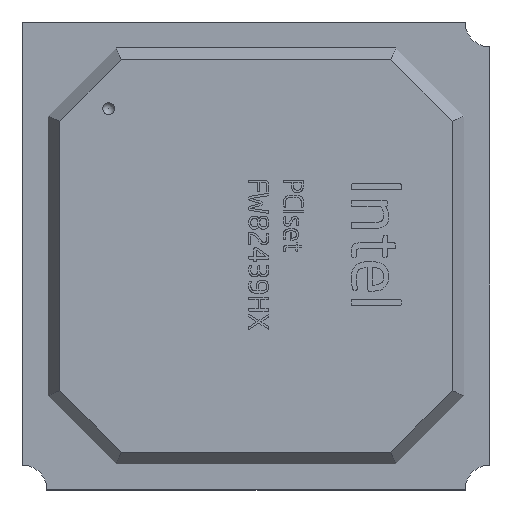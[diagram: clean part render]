
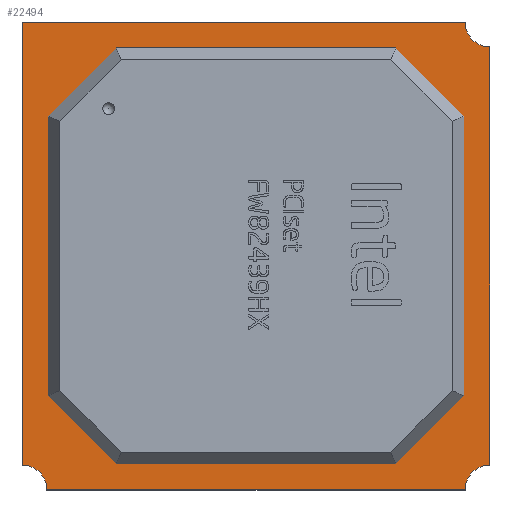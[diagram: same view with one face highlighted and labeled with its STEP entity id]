
A CAD part, top view. The second image highlights one B-rep face of the part: STEP entity #22494.
In plain terms, the highlighted planar face has unit normal (0, 0, 1).
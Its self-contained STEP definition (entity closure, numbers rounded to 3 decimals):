
#8119 = VERTEX_POINT('',#8120);
#8120 = CARTESIAN_POINT('',(27.,-25.56,0.32));
#8127 = CYLINDRICAL_SURFACE('',#8128,1.44);
#8128 = AXIS2_PLACEMENT_3D('',#8129,#8130,#8131);
#8129 = CARTESIAN_POINT('',(27.,-27.,0.));
#8130 = DIRECTION('',(0.,0.,-1.));
#8131 = DIRECTION('',(1.,0.,0.));
#8139 = PLANE('',#8140);
#8140 = AXIS2_PLACEMENT_3D('',#8141,#8142,#8143);
#8141 = CARTESIAN_POINT('',(27.,-25.56,0.));
#8142 = DIRECTION('',(-1.,0.,0.));
#8143 = DIRECTION('',(0.,1.,0.));
#8151 = EDGE_CURVE('',#8119,#8152,#8154,.T.);
#8152 = VERTEX_POINT('',#8153);
#8153 = CARTESIAN_POINT('',(25.56,-27.,0.32));
#8154 = SURFACE_CURVE('',#8155,(#8160,#8167),.PCURVE_S1.);
#8155 = CIRCLE('',#8156,1.44);
#8156 = AXIS2_PLACEMENT_3D('',#8157,#8158,#8159);
#8157 = CARTESIAN_POINT('',(27.,-27.,0.32));
#8158 = DIRECTION('',(0.,0.,1.));
#8159 = DIRECTION('',(1.,0.,0.));
#8160 = PCURVE('',#8127,#8161);
#8161 = DEFINITIONAL_REPRESENTATION('',(#8162),#8166);
#8162 = LINE('',#8163,#8164);
#8163 = CARTESIAN_POINT('',(-0.,-0.32));
#8164 = VECTOR('',#8165,1.);
#8165 = DIRECTION('',(-1.,0.));
#8166 = ( GEOMETRIC_REPRESENTATION_CONTEXT(2) 
PARAMETRIC_REPRESENTATION_CONTEXT() REPRESENTATION_CONTEXT('2D SPACE',''
  ) );
#8167 = PCURVE('',#8168,#8173);
#8168 = PLANE('',#8169);
#8169 = AXIS2_PLACEMENT_3D('',#8170,#8171,#8172);
#8170 = CARTESIAN_POINT('',(13.409,-13.409,0.32));
#8171 = DIRECTION('',(0.,0.,1.));
#8172 = DIRECTION('',(1.,0.,0.));
#8173 = DEFINITIONAL_REPRESENTATION('',(#8174),#8178);
#8174 = CIRCLE('',#8175,1.44);
#8175 = AXIS2_PLACEMENT_2D('',#8176,#8177);
#8176 = CARTESIAN_POINT('',(13.591,-13.591));
#8177 = DIRECTION('',(1.,0.));
#8178 = ( GEOMETRIC_REPRESENTATION_CONTEXT(2) 
PARAMETRIC_REPRESENTATION_CONTEXT() REPRESENTATION_CONTEXT('2D SPACE',''
  ) );
#8196 = PLANE('',#8197);
#8197 = AXIS2_PLACEMENT_3D('',#8198,#8199,#8200);
#8198 = CARTESIAN_POINT('',(25.56,-27.,0.));
#8199 = DIRECTION('',(0.,-1.,0.));
#8200 = DIRECTION('',(-1.,0.,0.));
#8239 = EDGE_CURVE('',#8119,#8240,#8242,.T.);
#8240 = VERTEX_POINT('',#8241);
#8241 = CARTESIAN_POINT('',(27.,-1.44,0.32));
#8242 = SURFACE_CURVE('',#8243,(#8247,#8254),.PCURVE_S1.);
#8243 = LINE('',#8244,#8245);
#8244 = CARTESIAN_POINT('',(27.,-25.56,0.32));
#8245 = VECTOR('',#8246,1.);
#8246 = DIRECTION('',(0.,1.,0.));
#8247 = PCURVE('',#8139,#8248);
#8248 = DEFINITIONAL_REPRESENTATION('',(#8249),#8253);
#8249 = LINE('',#8250,#8251);
#8250 = CARTESIAN_POINT('',(0.,-0.32));
#8251 = VECTOR('',#8252,1.);
#8252 = DIRECTION('',(1.,0.));
#8253 = ( GEOMETRIC_REPRESENTATION_CONTEXT(2) 
PARAMETRIC_REPRESENTATION_CONTEXT() REPRESENTATION_CONTEXT('2D SPACE',''
  ) );
#8254 = PCURVE('',#8168,#8255);
#8255 = DEFINITIONAL_REPRESENTATION('',(#8256),#8260);
#8256 = LINE('',#8257,#8258);
#8257 = CARTESIAN_POINT('',(13.591,-12.151));
#8258 = VECTOR('',#8259,1.);
#8259 = DIRECTION('',(0.,1.));
#8260 = ( GEOMETRIC_REPRESENTATION_CONTEXT(2) 
PARAMETRIC_REPRESENTATION_CONTEXT() REPRESENTATION_CONTEXT('2D SPACE',''
  ) );
#8278 = CYLINDRICAL_SURFACE('',#8279,1.44);
#8279 = AXIS2_PLACEMENT_3D('',#8280,#8281,#8282);
#8280 = CARTESIAN_POINT('',(27.,0.,0.));
#8281 = DIRECTION('',(0.,0.,-1.));
#8282 = DIRECTION('',(1.,0.,0.));
#8315 = EDGE_CURVE('',#8152,#8316,#8318,.T.);
#8316 = VERTEX_POINT('',#8317);
#8317 = CARTESIAN_POINT('',(1.44,-27.,0.32));
#8318 = SURFACE_CURVE('',#8319,(#8323,#8330),.PCURVE_S1.);
#8319 = LINE('',#8320,#8321);
#8320 = CARTESIAN_POINT('',(25.56,-27.,0.32));
#8321 = VECTOR('',#8322,1.);
#8322 = DIRECTION('',(-1.,0.,0.));
#8323 = PCURVE('',#8196,#8324);
#8324 = DEFINITIONAL_REPRESENTATION('',(#8325),#8329);
#8325 = LINE('',#8326,#8327);
#8326 = CARTESIAN_POINT('',(0.,-0.32));
#8327 = VECTOR('',#8328,1.);
#8328 = DIRECTION('',(1.,0.));
#8329 = ( GEOMETRIC_REPRESENTATION_CONTEXT(2) 
PARAMETRIC_REPRESENTATION_CONTEXT() REPRESENTATION_CONTEXT('2D SPACE',''
  ) );
#8330 = PCURVE('',#8168,#8331);
#8331 = DEFINITIONAL_REPRESENTATION('',(#8332),#8336);
#8332 = LINE('',#8333,#8334);
#8333 = CARTESIAN_POINT('',(12.151,-13.591));
#8334 = VECTOR('',#8335,1.);
#8335 = DIRECTION('',(-1.,0.));
#8336 = ( GEOMETRIC_REPRESENTATION_CONTEXT(2) 
PARAMETRIC_REPRESENTATION_CONTEXT() REPRESENTATION_CONTEXT('2D SPACE',''
  ) );
#8354 = CYLINDRICAL_SURFACE('',#8355,1.44);
#8355 = AXIS2_PLACEMENT_3D('',#8356,#8357,#8358);
#8356 = CARTESIAN_POINT('',(0.,-27.,0.));
#8357 = DIRECTION('',(0.,0.,-1.));
#8358 = DIRECTION('',(1.,0.,0.));
#8432 = PLANE('',#8433);
#8433 = AXIS2_PLACEMENT_3D('',#8434,#8435,#8436);
#8434 = CARTESIAN_POINT('',(0.,0.,0.));
#8435 = DIRECTION('',(0.,1.,0.));
#8436 = DIRECTION('',(1.,0.,0.));
#8460 = PLANE('',#8461);
#8461 = AXIS2_PLACEMENT_3D('',#8462,#8463,#8464);
#8462 = CARTESIAN_POINT('',(0.,-25.56,0.));
#8463 = DIRECTION('',(-1.,0.,0.));
#8464 = DIRECTION('',(0.,1.,0.));
#22494 = ADVANCED_FACE('',(#22495),#8168,.T.);
#22495 = FACE_BOUND('',#22496,.F.);
#22496 = EDGE_LOOP('',(#22497,#22498,#22499,#22523,#22546,#22569,#22591)
  );
#22497 = ORIENTED_EDGE('',*,*,#8151,.T.);
#22498 = ORIENTED_EDGE('',*,*,#8315,.T.);
#22499 = ORIENTED_EDGE('',*,*,#22500,.T.);
#22500 = EDGE_CURVE('',#8316,#22501,#22503,.T.);
#22501 = VERTEX_POINT('',#22502);
#22502 = CARTESIAN_POINT('',(0.,-25.56,0.32));
#22503 = SURFACE_CURVE('',#22504,(#22509,#22516),.PCURVE_S1.);
#22504 = CIRCLE('',#22505,1.44);
#22505 = AXIS2_PLACEMENT_3D('',#22506,#22507,#22508);
#22506 = CARTESIAN_POINT('',(0.,-27.,0.32));
#22507 = DIRECTION('',(0.,0.,1.));
#22508 = DIRECTION('',(1.,0.,0.));
#22509 = PCURVE('',#8168,#22510);
#22510 = DEFINITIONAL_REPRESENTATION('',(#22511),#22515);
#22511 = CIRCLE('',#22512,1.44);
#22512 = AXIS2_PLACEMENT_2D('',#22513,#22514);
#22513 = CARTESIAN_POINT('',(-13.409,-13.591));
#22514 = DIRECTION('',(1.,0.));
#22515 = ( GEOMETRIC_REPRESENTATION_CONTEXT(2) 
PARAMETRIC_REPRESENTATION_CONTEXT() REPRESENTATION_CONTEXT('2D SPACE',''
  ) );
#22516 = PCURVE('',#8354,#22517);
#22517 = DEFINITIONAL_REPRESENTATION('',(#22518),#22522);
#22518 = LINE('',#22519,#22520);
#22519 = CARTESIAN_POINT('',(-0.,-0.32));
#22520 = VECTOR('',#22521,1.);
#22521 = DIRECTION('',(-1.,0.));
#22522 = ( GEOMETRIC_REPRESENTATION_CONTEXT(2) 
PARAMETRIC_REPRESENTATION_CONTEXT() REPRESENTATION_CONTEXT('2D SPACE',''
  ) );
#22523 = ORIENTED_EDGE('',*,*,#22524,.T.);
#22524 = EDGE_CURVE('',#22501,#22525,#22527,.T.);
#22525 = VERTEX_POINT('',#22526);
#22526 = CARTESIAN_POINT('',(0.,0.,0.32));
#22527 = SURFACE_CURVE('',#22528,(#22532,#22539),.PCURVE_S1.);
#22528 = LINE('',#22529,#22530);
#22529 = CARTESIAN_POINT('',(0.,-25.56,0.32));
#22530 = VECTOR('',#22531,1.);
#22531 = DIRECTION('',(0.,1.,0.));
#22532 = PCURVE('',#8168,#22533);
#22533 = DEFINITIONAL_REPRESENTATION('',(#22534),#22538);
#22534 = LINE('',#22535,#22536);
#22535 = CARTESIAN_POINT('',(-13.409,-12.151));
#22536 = VECTOR('',#22537,1.);
#22537 = DIRECTION('',(0.,1.));
#22538 = ( GEOMETRIC_REPRESENTATION_CONTEXT(2) 
PARAMETRIC_REPRESENTATION_CONTEXT() REPRESENTATION_CONTEXT('2D SPACE',''
  ) );
#22539 = PCURVE('',#8460,#22540);
#22540 = DEFINITIONAL_REPRESENTATION('',(#22541),#22545);
#22541 = LINE('',#22542,#22543);
#22542 = CARTESIAN_POINT('',(0.,-0.32));
#22543 = VECTOR('',#22544,1.);
#22544 = DIRECTION('',(1.,0.));
#22545 = ( GEOMETRIC_REPRESENTATION_CONTEXT(2) 
PARAMETRIC_REPRESENTATION_CONTEXT() REPRESENTATION_CONTEXT('2D SPACE',''
  ) );
#22546 = ORIENTED_EDGE('',*,*,#22547,.T.);
#22547 = EDGE_CURVE('',#22525,#22548,#22550,.T.);
#22548 = VERTEX_POINT('',#22549);
#22549 = CARTESIAN_POINT('',(25.56,0.,0.32));
#22550 = SURFACE_CURVE('',#22551,(#22555,#22562),.PCURVE_S1.);
#22551 = LINE('',#22552,#22553);
#22552 = CARTESIAN_POINT('',(0.,0.,0.32));
#22553 = VECTOR('',#22554,1.);
#22554 = DIRECTION('',(1.,0.,0.));
#22555 = PCURVE('',#8168,#22556);
#22556 = DEFINITIONAL_REPRESENTATION('',(#22557),#22561);
#22557 = LINE('',#22558,#22559);
#22558 = CARTESIAN_POINT('',(-13.409,13.409));
#22559 = VECTOR('',#22560,1.);
#22560 = DIRECTION('',(1.,0.));
#22561 = ( GEOMETRIC_REPRESENTATION_CONTEXT(2) 
PARAMETRIC_REPRESENTATION_CONTEXT() REPRESENTATION_CONTEXT('2D SPACE',''
  ) );
#22562 = PCURVE('',#8432,#22563);
#22563 = DEFINITIONAL_REPRESENTATION('',(#22564),#22568);
#22564 = LINE('',#22565,#22566);
#22565 = CARTESIAN_POINT('',(0.,-0.32));
#22566 = VECTOR('',#22567,1.);
#22567 = DIRECTION('',(1.,0.));
#22568 = ( GEOMETRIC_REPRESENTATION_CONTEXT(2) 
PARAMETRIC_REPRESENTATION_CONTEXT() REPRESENTATION_CONTEXT('2D SPACE',''
  ) );
#22569 = ORIENTED_EDGE('',*,*,#22570,.T.);
#22570 = EDGE_CURVE('',#22548,#8240,#22571,.T.);
#22571 = SURFACE_CURVE('',#22572,(#22577,#22584),.PCURVE_S1.);
#22572 = CIRCLE('',#22573,1.44);
#22573 = AXIS2_PLACEMENT_3D('',#22574,#22575,#22576);
#22574 = CARTESIAN_POINT('',(27.,0.,0.32));
#22575 = DIRECTION('',(0.,0.,1.));
#22576 = DIRECTION('',(1.,0.,0.));
#22577 = PCURVE('',#8168,#22578);
#22578 = DEFINITIONAL_REPRESENTATION('',(#22579),#22583);
#22579 = CIRCLE('',#22580,1.44);
#22580 = AXIS2_PLACEMENT_2D('',#22581,#22582);
#22581 = CARTESIAN_POINT('',(13.591,13.409));
#22582 = DIRECTION('',(1.,0.));
#22583 = ( GEOMETRIC_REPRESENTATION_CONTEXT(2) 
PARAMETRIC_REPRESENTATION_CONTEXT() REPRESENTATION_CONTEXT('2D SPACE',''
  ) );
#22584 = PCURVE('',#8278,#22585);
#22585 = DEFINITIONAL_REPRESENTATION('',(#22586),#22590);
#22586 = LINE('',#22587,#22588);
#22587 = CARTESIAN_POINT('',(-0.,-0.32));
#22588 = VECTOR('',#22589,1.);
#22589 = DIRECTION('',(-1.,0.));
#22590 = ( GEOMETRIC_REPRESENTATION_CONTEXT(2) 
PARAMETRIC_REPRESENTATION_CONTEXT() REPRESENTATION_CONTEXT('2D SPACE',''
  ) );
#22591 = ORIENTED_EDGE('',*,*,#8239,.F.);
